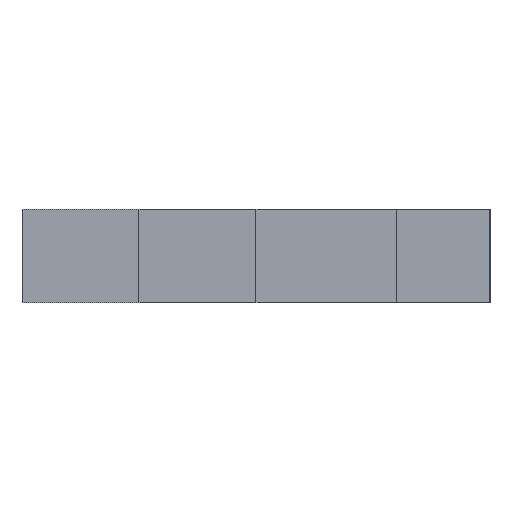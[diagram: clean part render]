
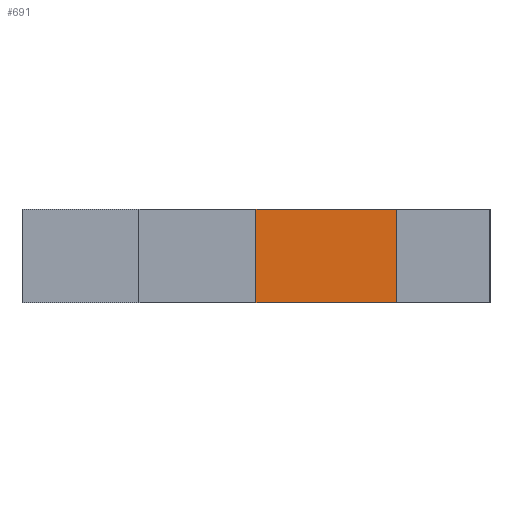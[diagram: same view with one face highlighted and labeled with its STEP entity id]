
A CAD part, left-side view. The second image highlights one B-rep face of the part: STEP entity #691.
In plain terms, the highlighted planar face has unit normal (-1, 0, 0).
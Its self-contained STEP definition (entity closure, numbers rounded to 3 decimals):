
#43 = EDGE_CURVE ( 'NONE', #993, #307, #935, .T. ) ;
#87 = CARTESIAN_POINT ( 'NONE',  ( 4., 10., 4. ) ) ;
#108 = VECTOR ( 'NONE', #647, 1000. ) ;
#115 = VERTEX_POINT ( 'NONE', #154 ) ;
#135 = ORIENTED_EDGE ( 'NONE', *, *, #387, .F. ) ;
#140 = VECTOR ( 'NONE', #403, 1000. ) ;
#144 = DIRECTION ( 'NONE',  ( 0., 0., -1. ) ) ;
#152 = DIRECTION ( 'NONE',  ( 1., 0., 0. ) ) ;
#153 = VERTEX_POINT ( 'NONE', #888 ) ;
#154 = CARTESIAN_POINT ( 'NONE',  ( 4., 4., 0. ) ) ;
#233 = PLANE ( 'NONE',  #833 ) ;
#244 = CARTESIAN_POINT ( 'NONE',  ( 4., 4., 4. ) ) ;
#257 = VECTOR ( 'NONE', #938, 1000. ) ;
#275 = ORIENTED_EDGE ( 'NONE', *, *, #976, .T. ) ;
#302 = ORIENTED_EDGE ( 'NONE', *, *, #43, .F. ) ;
#307 = VERTEX_POINT ( 'NONE', #912 ) ;
#309 = CARTESIAN_POINT ( 'NONE',  ( 4., 10., 4. ) ) ;
#380 = VECTOR ( 'NONE', #601, 1000. ) ;
#387 = EDGE_CURVE ( 'NONE', #307, #115, #713, .T. ) ;
#402 = EDGE_CURVE ( 'NONE', #993, #153, #478, .T. ) ;
#403 = DIRECTION ( 'NONE',  ( 0., 0., -1. ) ) ;
#449 = LINE ( 'NONE', #780, #257 ) ;
#478 = LINE ( 'NONE', #87, #140 ) ;
#521 = EDGE_LOOP ( 'NONE', ( #275, #135, #302, #926 ) ) ;
#601 = DIRECTION ( 'NONE',  ( 0., -1., 0. ) ) ;
#647 = DIRECTION ( 'NONE',  ( 0., 0., -1. ) ) ;
#691 = ADVANCED_FACE ( 'NONE', ( #797 ), #233, .F. ) ;
#713 = LINE ( 'NONE', #244, #108 ) ;
#780 = CARTESIAN_POINT ( 'NONE',  ( 4., 10., 0. ) ) ;
#797 = FACE_OUTER_BOUND ( 'NONE', #521, .T. ) ;
#833 = AXIS2_PLACEMENT_3D ( 'NONE', #925, #152, #144 ) ;
#888 = CARTESIAN_POINT ( 'NONE',  ( 4., 10., 0. ) ) ;
#912 = CARTESIAN_POINT ( 'NONE',  ( 4., 4., 4. ) ) ;
#919 = CARTESIAN_POINT ( 'NONE',  ( 4., 10., 4. ) ) ;
#925 = CARTESIAN_POINT ( 'NONE',  ( 4., 10., 4. ) ) ;
#926 = ORIENTED_EDGE ( 'NONE', *, *, #402, .T. ) ;
#935 = LINE ( 'NONE', #919, #380 ) ;
#938 = DIRECTION ( 'NONE',  ( 0., -1., 0. ) ) ;
#976 = EDGE_CURVE ( 'NONE', #153, #115, #449, .T. ) ;
#993 = VERTEX_POINT ( 'NONE', #309 ) ;
